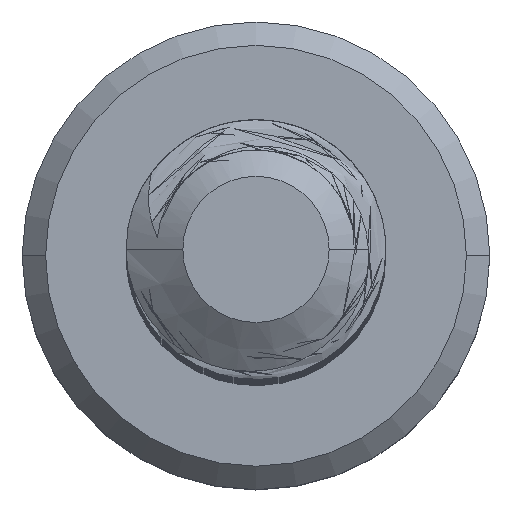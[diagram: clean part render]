
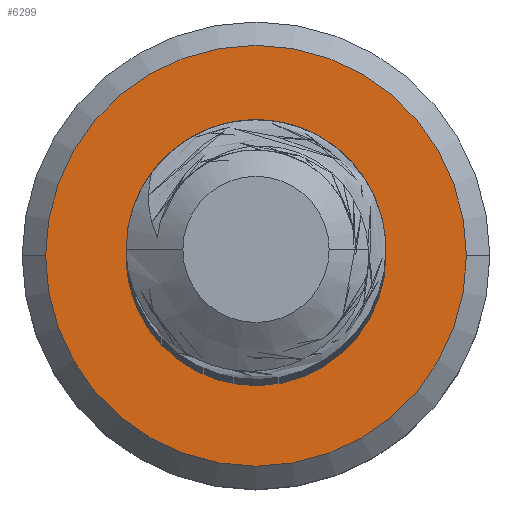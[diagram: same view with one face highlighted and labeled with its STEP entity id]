
A CAD part, top view. The second image highlights one B-rep face of the part: STEP entity #6299.
In plain terms, the highlighted planar face has unit normal (0, 0, 1).
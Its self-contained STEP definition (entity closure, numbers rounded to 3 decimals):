
#20=FACE_BOUND('',#1644,.T.);
#23=PLANE('',#6674);
#972=B_SPLINE_CURVE_WITH_KNOTS('',3,(#16568,#16569,#16570,#16571,#16572,
#16573,#16574,#16575,#16576,#16577),.UNSPECIFIED.,.F.,.F.,(4,2,2,2,4),(0.,
0.001,0.001,0.002,0.003),
 .UNSPECIFIED.);
#973=B_SPLINE_CURVE_WITH_KNOTS('',3,(#18503,#18504,#18505,#18506,#18507,
#18508,#18509,#18510,#18511,#18512,#18513,#18514,#18515,#18516),
 .UNSPECIFIED.,.F.,.F.,(4,2,2,2,2,2,4),(0.,0.,
0.001,0.001,0.002,0.002,
0.003),.UNSPECIFIED.);
#1303=FACE_OUTER_BOUND('',#1643,.T.);
#1643=EDGE_LOOP('',(#5903,#5904));
#1644=EDGE_LOOP('',(#5905,#5906,#5907,#5908,#5909,#5910));
#2322=CIRCLE('',#6331,2.025);
#2330=CIRCLE('',#6344,0.958);
#2331=CIRCLE('',#6501,1.25);
#2332=CIRCLE('',#6579,1.25);
#2334=CIRCLE('',#6659,0.958);
#2345=CIRCLE('',#6675,2.025);
#2346=VERTEX_POINT('',#7754);
#2347=VERTEX_POINT('',#7755);
#2366=VERTEX_POINT('',#7831);
#2367=VERTEX_POINT('',#7833);
#2678=VERTEX_POINT('',#11250);
#2679=VERTEX_POINT('',#11251);
#2985=VERTEX_POINT('',#13159);
#2987=VERTEX_POINT('',#16567);
#2999=EDGE_CURVE('',#2346,#2347,#2322,.T.);
#3021=EDGE_CURVE('',#2367,#2366,#2330,.T.);
#3489=EDGE_CURVE('',#2678,#2679,#2331,.T.);
#3796=EDGE_CURVE('',#2679,#2985,#2332,.T.);
#3954=EDGE_CURVE('',#2987,#2985,#972,.T.);
#3956=EDGE_CURVE('',#2678,#2367,#973,.T.);
#3957=EDGE_CURVE('',#2366,#2987,#2334,.T.);
#3968=EDGE_CURVE('',#2347,#2346,#2345,.T.);
#5903=ORIENTED_EDGE('',*,*,#3968,.T.);
#5904=ORIENTED_EDGE('',*,*,#2999,.T.);
#5905=ORIENTED_EDGE('',*,*,#3489,.F.);
#5906=ORIENTED_EDGE('',*,*,#3956,.T.);
#5907=ORIENTED_EDGE('',*,*,#3021,.T.);
#5908=ORIENTED_EDGE('',*,*,#3957,.T.);
#5909=ORIENTED_EDGE('',*,*,#3954,.T.);
#5910=ORIENTED_EDGE('',*,*,#3796,.F.);
#6299=ADVANCED_FACE('',(#1303,#20),#23,.F.);
#6331=AXIS2_PLACEMENT_3D('',#7756,#6698,#6699);
#6344=AXIS2_PLACEMENT_3D('',#7834,#6734,#6735);
#6501=AXIS2_PLACEMENT_3D('',#11252,#7204,#7205);
#6579=AXIS2_PLACEMENT_3D('',#13160,#7513,#7514);
#6659=AXIS2_PLACEMENT_3D('',#18518,#7673,#7674);
#6674=AXIS2_PLACEMENT_3D('',#18538,#7703,#7704);
#6675=AXIS2_PLACEMENT_3D('',#18539,#7705,#7706);
#6698=DIRECTION('center_axis',(0.,0.,1.));
#6699=DIRECTION('ref_axis',(-1.,0.,0.));
#6734=DIRECTION('center_axis',(0.,0.,-1.));
#6735=DIRECTION('ref_axis',(1.,0.,0.));
#7204=DIRECTION('center_axis',(0.,0.,1.));
#7205=DIRECTION('ref_axis',(1.,0.,0.));
#7513=DIRECTION('center_axis',(0.,0.,1.));
#7514=DIRECTION('ref_axis',(1.,0.,0.));
#7673=DIRECTION('center_axis',(0.,0.,-1.));
#7674=DIRECTION('ref_axis',(1.,0.,0.));
#7703=DIRECTION('center_axis',(0.,0.,-1.));
#7704=DIRECTION('ref_axis',(-1.,0.,0.));
#7705=DIRECTION('center_axis',(0.,0.,1.));
#7706=DIRECTION('ref_axis',(-1.,0.,0.));
#7754=CARTESIAN_POINT('',(2.025,0.,-35.));
#7755=CARTESIAN_POINT('',(-2.025,0.,-35.));
#7756=CARTESIAN_POINT('Origin',(0.,0.,-35.));
#7831=CARTESIAN_POINT('',(0.958,0.,-35.));
#7833=CARTESIAN_POINT('',(0.781,0.554,-35.));
#7834=CARTESIAN_POINT('Origin',(0.,0.,-35.));
#11250=CARTESIAN_POINT('',(-1.233,0.208,-35.));
#11251=CARTESIAN_POINT('',(-1.25,0.,-35.));
#11252=CARTESIAN_POINT('Origin',(0.,0.,-35.));
#13159=CARTESIAN_POINT('',(-1.019,-0.724,-35.));
#13160=CARTESIAN_POINT('Origin',(0.,0.,-35.));
#16567=CARTESIAN_POINT('',(0.944,-0.16,-35.));
#16568=CARTESIAN_POINT('Ctrl Pts',(0.944,-0.16,
-35.));
#16569=CARTESIAN_POINT('Ctrl Pts',(0.937,-0.38,
-35.));
#16570=CARTESIAN_POINT('Ctrl Pts',(0.849,-0.589,
-35.));
#16571=CARTESIAN_POINT('Ctrl Pts',(0.567,-0.925,
-35.));
#16572=CARTESIAN_POINT('Ctrl Pts',(0.376,-1.046,-35.));
#16573=CARTESIAN_POINT('Ctrl Pts',(-0.047,-1.157,
-35.));
#16574=CARTESIAN_POINT('Ctrl Pts',(-0.273,-1.146,
-35.));
#16575=CARTESIAN_POINT('Ctrl Pts',(-0.687,-1.014,
-35.));
#16576=CARTESIAN_POINT('Ctrl Pts',(-0.876,-0.89,
-35.));
#16577=CARTESIAN_POINT('Ctrl Pts',(-1.019,-0.724,
-35.));
#18503=CARTESIAN_POINT('Ctrl Pts',(-1.233,0.208,
-35.));
#18504=CARTESIAN_POINT('Ctrl Pts',(-1.203,0.314,
-35.));
#18505=CARTESIAN_POINT('Ctrl Pts',(-1.161,0.415,
-35.));
#18506=CARTESIAN_POINT('Ctrl Pts',(-1.05,0.604,
-35.));
#18507=CARTESIAN_POINT('Ctrl Pts',(-0.983,0.691,
-35.));
#18508=CARTESIAN_POINT('Ctrl Pts',(-0.749,0.916,
-35.));
#18509=CARTESIAN_POINT('Ctrl Pts',(-0.545,1.022,
-35.));
#18510=CARTESIAN_POINT('Ctrl Pts',(-0.224,1.083,
-35.));
#18511=CARTESIAN_POINT('Ctrl Pts',(-0.114,1.088,
-35.));
#18512=CARTESIAN_POINT('Ctrl Pts',(0.104,1.066,-35.));
#18513=CARTESIAN_POINT('Ctrl Pts',(0.208,1.039,-35.));
#18514=CARTESIAN_POINT('Ctrl Pts',(0.51,0.903,
-35.));
#18515=CARTESIAN_POINT('Ctrl Pts',(0.676,0.749,
-35.));
#18516=CARTESIAN_POINT('Ctrl Pts',(0.781,0.554,
-35.));
#18518=CARTESIAN_POINT('Origin',(0.,0.,-35.));
#18538=CARTESIAN_POINT('Origin',(0.,0.,-35.));
#18539=CARTESIAN_POINT('Origin',(0.,0.,-35.));
